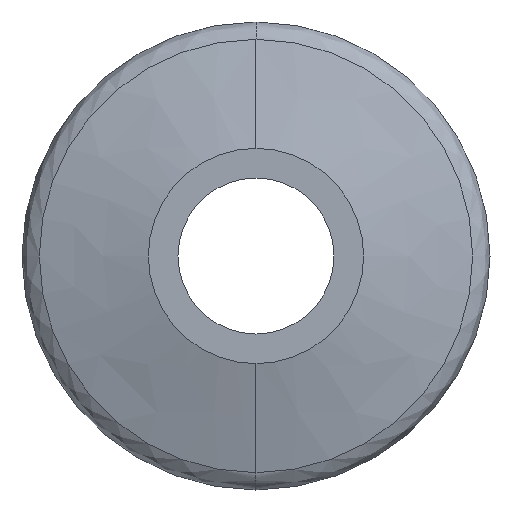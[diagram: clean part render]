
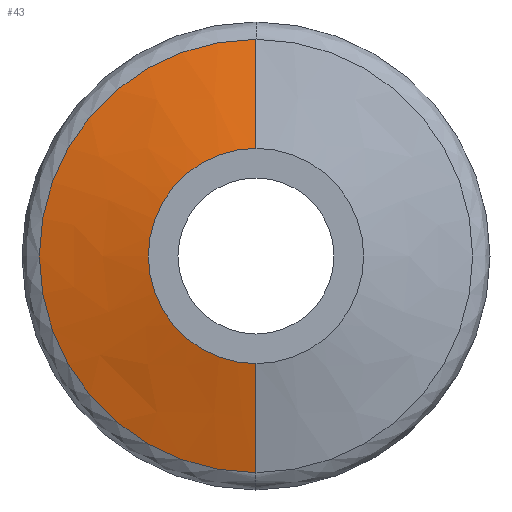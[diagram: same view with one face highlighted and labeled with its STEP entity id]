
A CAD part, left-side view. The second image highlights one B-rep face of the part: STEP entity #43.
In plain terms, the highlighted free-form (B-spline) face has degree [2, 1] with [5, 2] control points.
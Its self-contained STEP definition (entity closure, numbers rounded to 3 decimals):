
#43=ADVANCED_FACE('',(#89),#88,.T.);
#88=( BOUNDED_SURFACE() B_SPLINE_SURFACE( 2,1,((#226,#227),(#228,#229),(#230,#231),(#232,#233),(#234,#235)), .UNSPECIFIED.,.F.,.F.,.F.) B_SPLINE_SURFACE_WITH_KNOTS((3,2,3),(2,2),(0.,0.5,1.),(0.,1.), .UNSPECIFIED. ) GEOMETRIC_REPRESENTATION_ITEM() RATIONAL_B_SPLINE_SURFACE(((1.,1.),(0.707,0.707),(1.,1.),(0.707,0.707),(1.,1.))) REPRESENTATION_ITEM('') SURFACE() );
#89=FACE_OUTER_BOUND('',#236,.T.);
#226=CARTESIAN_POINT('',(42.981,0.,0.));
#227=CARTESIAN_POINT('',(48.244,0.,-19.641));
#228=CARTESIAN_POINT('',(42.981,0.,0.));
#229=CARTESIAN_POINT('',(48.244,19.641,-19.641));
#230=CARTESIAN_POINT('',(42.981,0.,0.));
#231=CARTESIAN_POINT('',(48.244,19.641,0.));
#232=CARTESIAN_POINT('',(42.981,0.,0.));
#233=CARTESIAN_POINT('',(48.244,19.641,19.641));
#234=CARTESIAN_POINT('',(42.981,0.,0.));
#235=CARTESIAN_POINT('',(48.244,0.,19.641));
#236=EDGE_LOOP('',(#352,#353,#354,#355));
#352=ORIENTED_EDGE('',*,*,#412,.T.);
#353=ORIENTED_EDGE('',*,*,#413,.F.);
#354=ORIENTED_EDGE('',*,*,#414,.F.);
#355=ORIENTED_EDGE('',*,*,#415,.T.);
#412=EDGE_CURVE('',#514,#515,#516,.T.);
#413=EDGE_CURVE('',#522,#515,#523,.T.);
#414=EDGE_CURVE('',#529,#522,#530,.T.);
#415=EDGE_CURVE('',#529,#514,#536,.T.);
#514=VERTEX_POINT('',#688);
#515=VERTEX_POINT('',#689);
#516=CIRCLE('',#693,13.888);
#522=VERTEX_POINT('',#694);
#523=(BOUNDED_CURVE() B_SPLINE_CURVE(1,(#695,#696),.UNSPECIFIED.,.F.,.F.) B_SPLINE_CURVE_WITH_KNOTS((2,2),(0.351,0.707),.UNSPECIFIED.) CURVE() GEOMETRIC_REPRESENTATION_ITEM() RATIONAL_B_SPLINE_CURVE((1.,1.)) REPRESENTATION_ITEM('') );
#529=VERTEX_POINT('',#697);
#530=CIRCLE('',#701,6.9);
#536=(BOUNDED_CURVE() B_SPLINE_CURVE(1,(#702,#703),.UNSPECIFIED.,.F.,.F.) B_SPLINE_CURVE_WITH_KNOTS((2,2),(0.351,0.707),.UNSPECIFIED.) CURVE() GEOMETRIC_REPRESENTATION_ITEM() RATIONAL_B_SPLINE_CURVE((0.75,0.75)) REPRESENTATION_ITEM('') );
#688=CARTESIAN_POINT('',(46.702,0.,13.888));
#689=CARTESIAN_POINT('',(46.702,0.,-13.888));
#690=CARTESIAN_POINT('',(46.702,0.,0.));
#691=DIRECTION('',(-1.,0.,0.));
#692=DIRECTION('',(0.,0.,1.));
#693=AXIS2_PLACEMENT_3D('',#690,#691,#692);
#694=CARTESIAN_POINT('',(44.83,0.,-6.9));
#695=CARTESIAN_POINT('',(44.83,0.,-6.9));
#696=CARTESIAN_POINT('',(46.702,0.,-13.888));
#697=CARTESIAN_POINT('',(44.83,0.,6.9));
#698=CARTESIAN_POINT('',(44.83,0.,0.));
#699=DIRECTION('',(-1.,0.,0.));
#700=DIRECTION('',(0.,0.,1.));
#701=AXIS2_PLACEMENT_3D('',#698,#699,#700);
#702=CARTESIAN_POINT('',(44.83,0.,6.9));
#703=CARTESIAN_POINT('',(46.702,0.,13.888));
